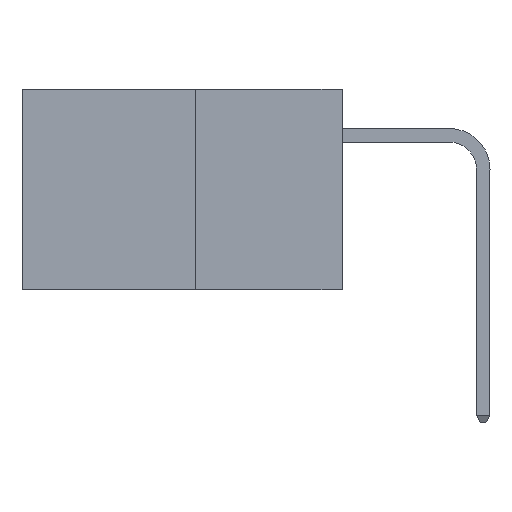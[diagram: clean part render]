
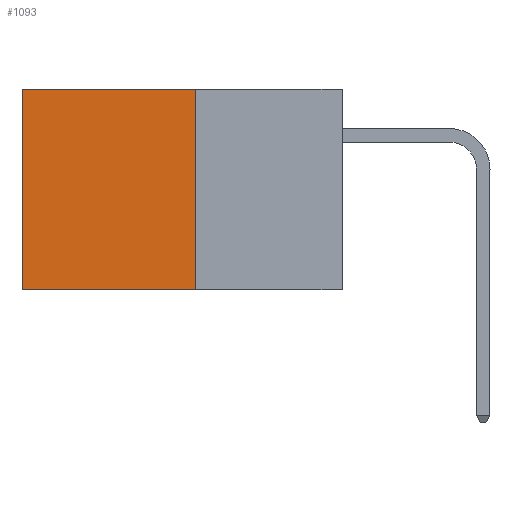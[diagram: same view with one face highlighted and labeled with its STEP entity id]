
A CAD part, left-side view. The second image highlights one B-rep face of the part: STEP entity #1093.
In plain terms, the highlighted planar face has unit normal (-1, 0, 0).
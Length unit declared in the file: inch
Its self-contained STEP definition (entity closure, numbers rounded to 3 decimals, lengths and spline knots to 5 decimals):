
#609 = VECTOR ( 'NONE', #19687, 39.37008 ) ;
#663 = PLANE ( 'NONE',  #5328 ) ;
#746 = EDGE_CURVE ( 'NONE', #11934, #3969, #1858, .T. ) ;
#1093 = ADVANCED_FACE ( 'NONE', ( #3677 ), #663, .F. ) ;
#1398 = CARTESIAN_POINT ( 'NONE',  ( 0.277, 0.59, -0.37 ) ) ;
#1636 = LINE ( 'NONE', #15043, #609 ) ;
#1858 = LINE ( 'NONE', #19655, #5674 ) ;
#3031 = CARTESIAN_POINT ( 'NONE',  ( 0.277, 0.27, 0. ) ) ;
#3677 = FACE_OUTER_BOUND ( 'NONE', #13801, .T. ) ;
#3864 = CARTESIAN_POINT ( 'NONE',  ( 0.277, 0.27, -0.37 ) ) ;
#3969 = VERTEX_POINT ( 'NONE', #8642 ) ;
#4837 = VERTEX_POINT ( 'NONE', #1398 ) ;
#5328 = AXIS2_PLACEMENT_3D ( 'NONE', #7341, #19262, #10689 ) ;
#5674 = VECTOR ( 'NONE', #15083, 39.37008 ) ;
#7240 = LINE ( 'NONE', #15885, #15665 ) ;
#7341 = CARTESIAN_POINT ( 'NONE',  ( 0.277, 0.27, -0.37 ) ) ;
#8642 = CARTESIAN_POINT ( 'NONE',  ( 0.277, 0.27, -0.37 ) ) ;
#8689 = DIRECTION ( 'NONE',  ( 0., 1., 0. ) ) ;
#8900 = EDGE_CURVE ( 'NONE', #11934, #18985, #7240, .T. ) ;
#9138 = EDGE_CURVE ( 'NONE', #3969, #4837, #14392, .T. ) ;
#9162 = EDGE_CURVE ( 'NONE', #18985, #4837, #1636, .T. ) ;
#9705 = VECTOR ( 'NONE', #8689, 39.37008 ) ;
#10525 = CARTESIAN_POINT ( 'NONE',  ( 0.277, 0.59, 0. ) ) ;
#10689 = DIRECTION ( 'NONE',  ( 0., 0., -1. ) ) ;
#11197 = DIRECTION ( 'NONE',  ( 0., 1., 0. ) ) ;
#11934 = VERTEX_POINT ( 'NONE', #3031 ) ;
#13640 = ORIENTED_EDGE ( 'NONE', *, *, #8900, .T. ) ;
#13801 = EDGE_LOOP ( 'NONE', ( #20386, #18110, #15982, #13640 ) ) ;
#14392 = LINE ( 'NONE', #3864, #9705 ) ;
#15043 = CARTESIAN_POINT ( 'NONE',  ( 0.277, 0.59, -0.37 ) ) ;
#15083 = DIRECTION ( 'NONE',  ( 0., 0., -1. ) ) ;
#15665 = VECTOR ( 'NONE', #11197, 39.37008 ) ;
#15885 = CARTESIAN_POINT ( 'NONE',  ( 0.277, 0.27, 0. ) ) ;
#15982 = ORIENTED_EDGE ( 'NONE', *, *, #746, .F. ) ;
#18110 = ORIENTED_EDGE ( 'NONE', *, *, #9138, .F. ) ;
#18985 = VERTEX_POINT ( 'NONE', #10525 ) ;
#19262 = DIRECTION ( 'NONE',  ( 1., 0., 0. ) ) ;
#19655 = CARTESIAN_POINT ( 'NONE',  ( 0.277, 0.27, -0.37 ) ) ;
#19687 = DIRECTION ( 'NONE',  ( 0., 0., -1. ) ) ;
#20386 = ORIENTED_EDGE ( 'NONE', *, *, #9162, .T. ) ;
